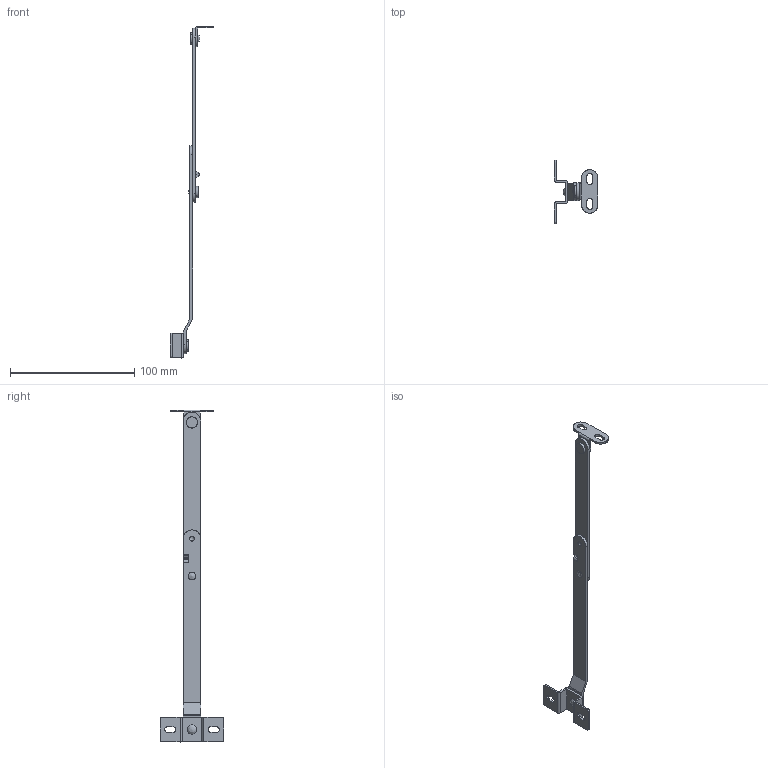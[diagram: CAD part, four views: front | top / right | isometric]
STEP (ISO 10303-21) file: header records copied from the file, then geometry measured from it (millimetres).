
FILE_DESCRIPTION((''),'2;1');
FILE_NAME('','2006-01-17T10:26:53',(''),(''),'','CADfix','');
FILE_SCHEMA(('AUTOMOTIVE_DESIGN'));
Length unit declared in the file: millimetre
Products named in the file (8): rivet_2_mr-1; rivet_2_mr; rivet_1_mr; bracket_B_mr; bracket_A_mr; arm_B_mr; arm_A_mr; TM_92_R_20270_36
Assembly tree (7 placements, depth 2):
  TM_92_R_20270_36
    rivet_2_mr-1
    rivet_2_mr
    rivet_1_mr
    bracket_B_mr
    bracket_A_mr
    arm_B_mr
    arm_A_mr
Bounding box: 35.1 x 51 x 267 mm (x, y, z)
Volume: 13221.7 mm3; surface area: 15312.2 mm2
Topology: 7 solids, 7 shells, 133 faces, 489 edges, 376 vertices
Faces by surface type: bspline 133
Entity records: 6601 total; most frequent: CARTESIAN_POINT 3518, ORIENTED_EDGE 978, EDGE_CURVE 489, VERTEX_POINT 376, B_SPLINE_CURVE_WITH_KNOTS 270, QUASI_UNIFORM_CURVE 219, EDGE_LOOP 163, FACE_OUTER_BOUND 133
